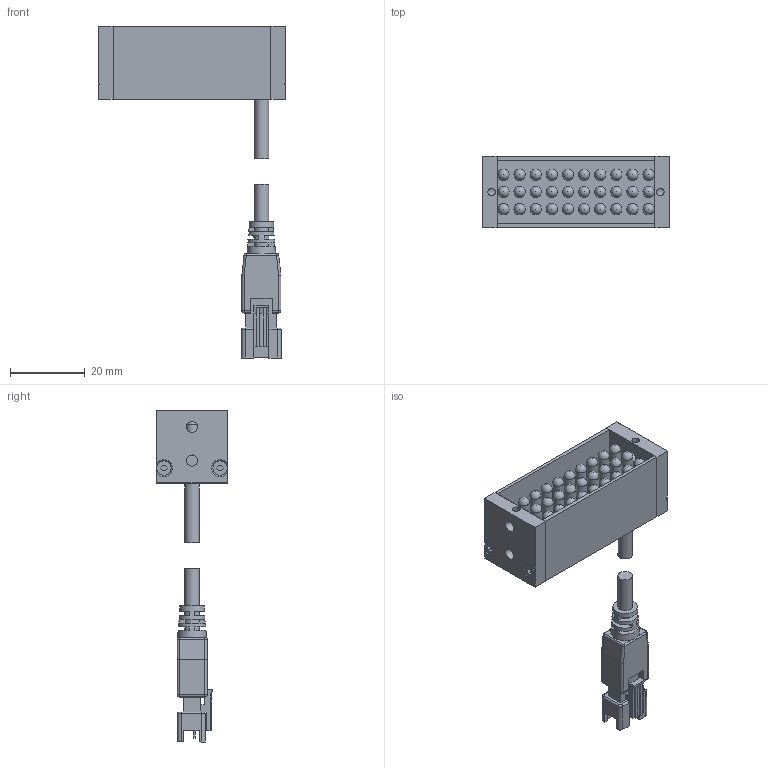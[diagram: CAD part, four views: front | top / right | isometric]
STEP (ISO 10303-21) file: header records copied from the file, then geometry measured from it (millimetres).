
FILE_DESCRIPTION(('STEP AP214'),'1');
FILE_NAME('LED-BL50.stp','2023-05-31T02:18:38',(' '),(' '),'Spatial InterOp 3D',' ',' ');
FILE_SCHEMA(('AUTOMOTIVE_DESIGN { 1 0 10303 214 1 1 1 1 }'));
Length unit declared in the file: metre
Products named in the file (3): LED-BL50; Component1; Component2
Assembly tree (2 placements, depth 2):
  LED-BL50
    Component1
    Component2
Bounding box: 50 x 19 x 88.55 mm (x, y, z)
Volume: 14179.7 mm3; surface area: 10854.7 mm2
Topology: 2 solids, 2 shells, 374 faces, 969 edges, 612 vertices
Faces by surface type: plane 225, cylinder 84, sphere 34, cone 23, bspline 4, torus 4
Full cylindrical faces by diameter (mm): 2 x2, 3 x36, 3.9 x2
Entity records: 14017 total; most frequent: CARTESIAN_POINT 2596, ORIENTED_EDGE 1672, DIRECTION 1659, EDGE_CURVE 836, VERTEX_POINT 567, LINE 559, VECTOR 559, AXIS2_PLACEMENT_3D 550
